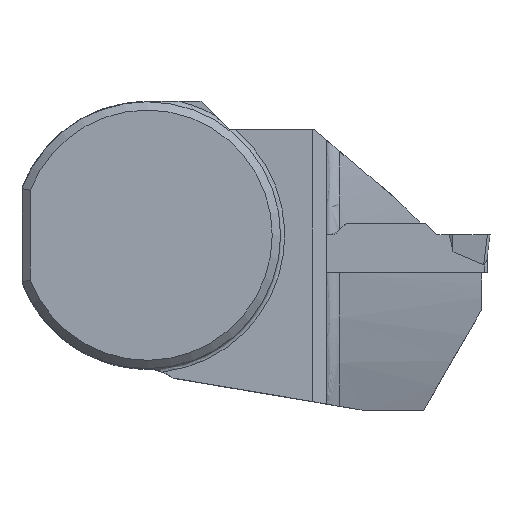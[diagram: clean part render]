
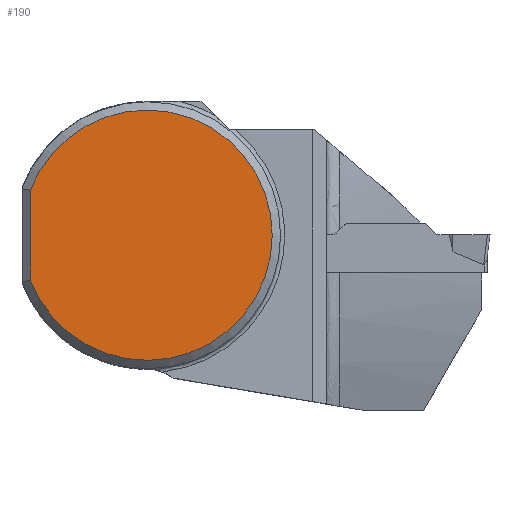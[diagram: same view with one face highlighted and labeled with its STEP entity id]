
A CAD part, top view. The second image highlights one B-rep face of the part: STEP entity #190.
In plain terms, the highlighted planar face has unit normal (0, 0, 1).
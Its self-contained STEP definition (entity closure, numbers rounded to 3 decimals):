
#138=PLANE('',#1442);
#190=ADVANCED_FACE('',(#268),#138,.F.);
#268=FACE_OUTER_BOUND('',#334,.T.);
#334=EDGE_LOOP('',(#721,#722));
#400=CIRCLE('',#1441,15.);
#447=LINE('',#2047,#563);
#563=VECTOR('',#1627,1.);
#721=ORIENTED_EDGE('',*,*,#1202,.F.);
#722=ORIENTED_EDGE('',*,*,#1203,.T.);
#1071=VERTEX_POINT('',#2048);
#1072=VERTEX_POINT('',#2049);
#1202=EDGE_CURVE('',#1071,#1072,#447,.T.);
#1203=EDGE_CURVE('',#1071,#1072,#400,.T.);
#1441=AXIS2_PLACEMENT_3D('',#2050,#1628,#1629);
#1442=AXIS2_PLACEMENT_3D('',#2051,#1630,#1631);
#1627=DIRECTION('',(0.,1.,0.));
#1628=DIRECTION('',(0.,0.,1.));
#1629=DIRECTION('',(1.,0.,0.));
#1630=DIRECTION('',(0.,0.,-1.));
#1631=DIRECTION('',(1.,0.,0.));
#2047=CARTESIAN_POINT('',(-14.,0.,0.325));
#2048=CARTESIAN_POINT('',(-14.,-5.385,0.325));
#2049=CARTESIAN_POINT('',(-14.,5.385,0.325));
#2050=CARTESIAN_POINT('',(0.,0.,0.325));
#2051=CARTESIAN_POINT('',(0.,0.,0.325));
